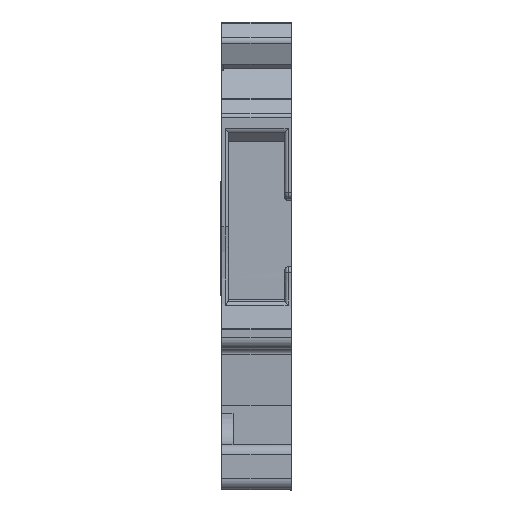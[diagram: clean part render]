
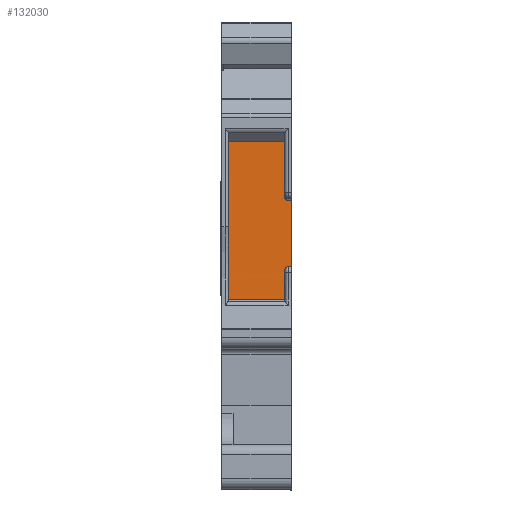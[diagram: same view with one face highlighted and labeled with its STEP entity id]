
A CAD part, front view. The second image highlights one B-rep face of the part: STEP entity #132030.
In plain terms, the highlighted planar face has unit normal (0, -1, 0).
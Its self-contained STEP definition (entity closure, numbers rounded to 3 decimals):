
#120561=CARTESIAN_POINT('',(11.7,1.137,18.7));
#120562=VERTEX_POINT('',#120561);
#123444=CARTESIAN_POINT('',(6.75,1.136,18.7));
#123445=VERTEX_POINT('',#123444);
#128632=CARTESIAN_POINT('',(12.,1.141,19.666));
#128633=VERTEX_POINT('',#128632);
#128645=CARTESIAN_POINT('',(11.7,1.141,19.279));
#128646=VERTEX_POINT('',#128645);
#128647=CARTESIAN_POINT('',(11.7,1.141,19.279));
#128648=CARTESIAN_POINT('',(11.7,1.141,19.284));
#128649=CARTESIAN_POINT('',(11.7,1.141,19.297));
#128650=CARTESIAN_POINT('',(11.7,1.141,19.309));
#128651=CARTESIAN_POINT('',(11.704,1.141,19.431));
#128652=CARTESIAN_POINT('',(11.763,1.141,19.608));
#128653=CARTESIAN_POINT('',(11.941,1.141,19.666));
#128654=CARTESIAN_POINT('',(12.,1.141,19.666));
#128655=B_SPLINE_CURVE_WITH_KNOTS('',3,(#128647,#128648,#128649,#128650,#128651,#128652,#128653,#128654),.UNSPECIFIED.,.F.,.U.,(4,1,2,1,4),(0.,0.025,0.076,0.742,1.076),.UNSPECIFIED.);
#128656=EDGE_CURVE('',#128646,#128633,#128655,.T.);
#128674=CARTESIAN_POINT('',(12.3,1.141,19.666));
#128675=VERTEX_POINT('',#128674);
#128683=CARTESIAN_POINT('',(12.,1.141,19.666));
#128684=DIRECTION('',(1.,0.,0.));
#128685=VECTOR('',#128684,0.3);
#128686=LINE('',#128683,#128685);
#128687=EDGE_CURVE('',#128633,#128675,#128686,.T.);
#128700=CARTESIAN_POINT('',(11.7,1.141,16.76));
#128701=VERTEX_POINT('',#128700);
#128702=CARTESIAN_POINT('',(11.7,1.141,16.76));
#128703=DIRECTION('',(0.,0.,1.));
#128704=VECTOR('',#128703,1.94);
#128705=LINE('',#128702,#128704);
#128706=EDGE_CURVE('',#128701,#120562,#128705,.T.);
#128723=CARTESIAN_POINT('',(11.7,1.141,18.7));
#128724=DIRECTION('',(0.,0.,1.));
#128725=VECTOR('',#128724,0.579);
#128726=LINE('',#128723,#128725);
#128727=EDGE_CURVE('',#120562,#128646,#128726,.T.);
#128740=CARTESIAN_POINT('',(11.7,1.141,30.707));
#128741=VERTEX_POINT('',#128740);
#128748=CARTESIAN_POINT('',(11.7,1.141,25.841));
#128749=VERTEX_POINT('',#128748);
#128750=CARTESIAN_POINT('',(11.7,1.141,25.841));
#128751=DIRECTION('',(0.,0.,1.));
#128752=VECTOR('',#128751,4.866);
#128753=LINE('',#128750,#128752);
#128754=EDGE_CURVE('',#128749,#128741,#128753,.T.);
#128771=CARTESIAN_POINT('',(12.,1.141,25.53));
#128772=VERTEX_POINT('',#128771);
#128779=CARTESIAN_POINT('',(12.3,1.141,25.53));
#128780=VERTEX_POINT('',#128779);
#128781=CARTESIAN_POINT('',(12.3,1.141,25.53));
#128782=DIRECTION('',(-1.,0.,0.));
#128783=VECTOR('',#128782,0.3);
#128784=LINE('',#128781,#128783);
#128785=EDGE_CURVE('',#128780,#128772,#128784,.T.);
#128803=CARTESIAN_POINT('',(12.,1.141,25.841));
#128804=DIRECTION('',(0.,0.,-1.));
#128805=DIRECTION('',(0.,1.,0.));
#128806=AXIS2_PLACEMENT_3D('',#128803,#128805,#128804);
#128807=ELLIPSE('',#128806,0.311,0.3);
#128808=TRIMMED_CURVE('',#128807,(PARAMETER_VALUE(0.)),(PARAMETER_VALUE(1.571)),.T.,.PARAMETER.);
#128809=EDGE_CURVE('',#128772,#128749,#128808,.T.);
#130128=CARTESIAN_POINT('',(6.75,1.141,16.76));
#130129=VERTEX_POINT('',#130128);
#130130=CARTESIAN_POINT('',(6.75,1.141,16.76));
#130131=DIRECTION('',(1.,0.,0.));
#130132=VECTOR('',#130131,4.95);
#130133=LINE('',#130130,#130132);
#130134=EDGE_CURVE('',#130129,#128701,#130133,.T.);
#130151=CARTESIAN_POINT('',(6.75,1.141,18.7));
#130152=DIRECTION('',(0.,0.,-1.));
#130153=VECTOR('',#130152,1.94);
#130154=LINE('',#130151,#130153);
#130155=EDGE_CURVE('',#123445,#130129,#130154,.T.);
#130168=CARTESIAN_POINT('',(6.75,1.141,30.707));
#130169=VERTEX_POINT('',#130168);
#130170=CARTESIAN_POINT('',(6.75,1.141,30.707));
#130171=DIRECTION('',(0.,0.,-1.));
#130172=VECTOR('',#130171,12.007);
#130173=LINE('',#130170,#130172);
#130174=EDGE_CURVE('',#130169,#123445,#130173,.T.);
#131183=CARTESIAN_POINT('',(11.7,1.141,30.707));
#131184=DIRECTION('',(-1.,0.,0.));
#131185=VECTOR('',#131184,4.95);
#131186=LINE('',#131183,#131185);
#131187=EDGE_CURVE('',#128741,#130169,#131186,.T.);
#132006=CARTESIAN_POINT('',(9.3,1.141,22.558));
#132007=DIRECTION('',(0.,0.,-1.));
#132008=DIRECTION('',(0.,1.,0.));
#132009=AXIS2_PLACEMENT_3D('',#132006,#132008,#132007);
#132010=PLANE('',#132009);
#132011=CARTESIAN_POINT('',(12.3,1.141,25.53));
#132012=DIRECTION('',(0.,0.,-1.));
#132013=VECTOR('',#132012,5.864);
#132014=LINE('',#132011,#132013);
#132015=EDGE_CURVE('',#128780,#128675,#132014,.T.);
#132016=ORIENTED_EDGE('E14979',*,*,#132015,.T.);
#132017=ORIENTED_EDGE('E14979',*,*,#128687,.F.);
#132018=ORIENTED_EDGE('E14979',*,*,#128656,.F.);
#132019=ORIENTED_EDGE('E14979',*,*,#128727,.F.);
#132020=ORIENTED_EDGE('E14979',*,*,#128706,.F.);
#132021=ORIENTED_EDGE('E14979',*,*,#130134,.F.);
#132022=ORIENTED_EDGE('E14979',*,*,#130155,.F.);
#132023=ORIENTED_EDGE('E14979',*,*,#130174,.F.);
#132024=ORIENTED_EDGE('E14979',*,*,#131187,.F.);
#132025=ORIENTED_EDGE('E14979',*,*,#128754,.F.);
#132026=ORIENTED_EDGE('E14979',*,*,#128809,.F.);
#132027=ORIENTED_EDGE('E14979',*,*,#128785,.F.);
#132028=EDGE_LOOP('',(#132016,#132017,#132018,#132019,#132020,#132021,#132022,#132023,#132024,#132025,#132026,#132027));
#132029=FACE_OUTER_BOUND('',#132028,.F.);
#132030=ADVANCED_FACE('F5103',(#132029),#132010,.F.);
